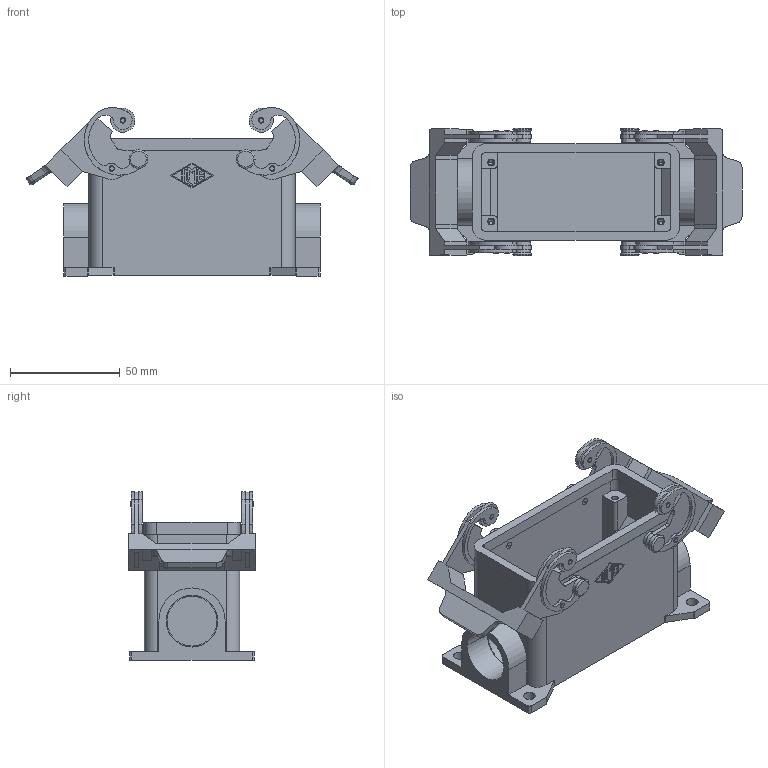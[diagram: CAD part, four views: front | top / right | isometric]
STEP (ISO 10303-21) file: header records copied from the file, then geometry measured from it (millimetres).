
FILE_DESCRIPTION(('CoCreate Modeling STEP Export'),'2;1');
FILE_NAME('CHPT 16_5.stp','2011-03-04T10:12:15',(''),(''),'CoCreate Modeling STEP processor for AP214 (Solid Model)','CoCreate Modeling 16.00A 16-Aug-2008 (C) Parametric Technology GmbH','');
FILE_SCHEMA(('AUTOMOTIVE_DESIGN { 1 0 10303 214 1 1 1 1 }'));
Length unit declared in the file: millimetre
Products named in the file (2): CHPT_16.6
Assembly tree (1 placements, depth 2):
  CHPT_16.6
    CHPT_16.6
Bounding box: 151.49 x 58 x 76.94 mm (x, y, z)
Volume: 110027.9 mm3; surface area: 61910.4 mm2
Topology: 1 solids, 5 shells, 749 faces, 2077 edges, 1382 vertices
Faces by surface type: cylinder 348, plane 325, torus 48, cone 16, bspline 12
Entity records: 23624 total; most frequent: CARTESIAN_POINT 5766, ORIENTED_EDGE 4122, DIRECTION 3399, EDGE_CURVE 2061, VERTEX_POINT 1382, AXIS2_PLACEMENT_3D 1203, VECTOR 993, LINE 993
